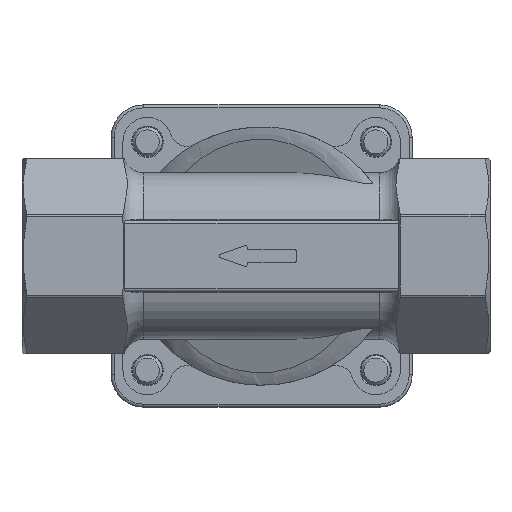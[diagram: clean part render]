
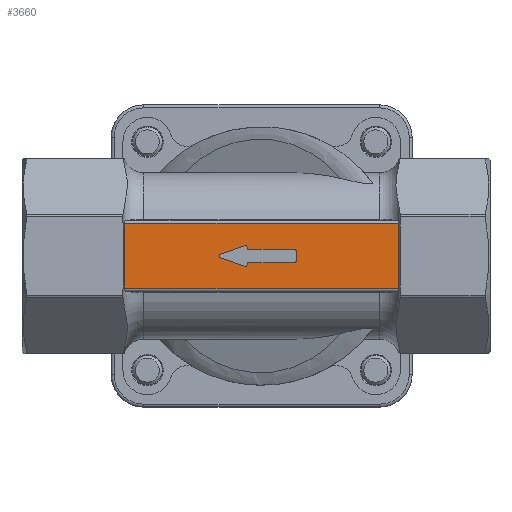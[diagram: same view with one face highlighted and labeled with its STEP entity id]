
A CAD part, front view. The second image highlights one B-rep face of the part: STEP entity #3660.
In plain terms, the highlighted planar face has unit normal (0, -1, 0).
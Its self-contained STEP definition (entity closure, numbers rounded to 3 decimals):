
#2704=CARTESIAN_POINT('',(-22.062,-15.3,4.0));
#2705=VERTEX_POINT('',#2704);
#2713=CARTESIAN_POINT('',(-22.106,-15.3,5.521));
#2714=VERTEX_POINT('',#2713);
#2715=CARTESIAN_POINT('',(-22.106,-15.3,5.521));
#2716=CARTESIAN_POINT('',(-22.077,-15.3,4.997));
#2717=CARTESIAN_POINT('',(-22.062,-15.3,4.481));
#2718=CARTESIAN_POINT('',(-22.062,-15.3,4.));
#2719=B_SPLINE_CURVE_WITH_KNOTS('',3,(#2715,#2716,#2717,#2718),.UNSPECIFIED.,.F.,.U.,(4,4),(2.443,2.587),.UNSPECIFIED.);
#2720=EDGE_CURVE('',#2714,#2705,#2719,.T.);
#2891=CARTESIAN_POINT('',(-22.106,-15.3,-5.521));
#2892=VERTEX_POINT('',#2891);
#2915=CARTESIAN_POINT('',(-22.062,-15.3,-4.0));
#2916=VERTEX_POINT('',#2915);
#2917=CARTESIAN_POINT('',(-22.062,-15.3,-4.0));
#2918=CARTESIAN_POINT('',(-22.062,-15.3,-4.481));
#2919=CARTESIAN_POINT('',(-22.077,-15.3,-4.997));
#2920=CARTESIAN_POINT('',(-22.106,-15.3,-5.521));
#2921=B_SPLINE_CURVE_WITH_KNOTS('',3,(#2917,#2918,#2919,#2920),.UNSPECIFIED.,.F.,.U.,(4,4),(2.587,2.731),.UNSPECIFIED.);
#2922=EDGE_CURVE('',#2916,#2892,#2921,.T.);
#3050=CARTESIAN_POINT('',(23.962,-15.3,4.0));
#3051=VERTEX_POINT('',#3050);
#3059=CARTESIAN_POINT('',(23.962,-15.3,-4.0));
#3060=VERTEX_POINT('',#3059);
#3061=CARTESIAN_POINT('',(23.962,-15.3,4.0));
#3062=DIRECTION('',(0.0,0.0,-1.0));
#3063=VECTOR('',#3062,8.0);
#3064=LINE('',#3061,#3063);
#3065=EDGE_CURVE('',#3051,#3060,#3064,.T.);
#3470=CARTESIAN_POINT('',(24.006,-15.3,5.521));
#3471=VERTEX_POINT('',#3470);
#3491=CARTESIAN_POINT('',(23.962,-15.3,4.0));
#3492=CARTESIAN_POINT('',(23.962,-15.3,4.481));
#3493=CARTESIAN_POINT('',(23.977,-15.3,4.997));
#3494=CARTESIAN_POINT('',(24.006,-15.3,5.521));
#3495=B_SPLINE_CURVE_WITH_KNOTS('',3,(#3491,#3492,#3493,#3494),.UNSPECIFIED.,.F.,.U.,(4,4),(0.0,0.144),.UNSPECIFIED.);
#3496=EDGE_CURVE('',#3051,#3471,#3495,.T.);
#3501=CARTESIAN_POINT('',(25.0,-15.3,5.521));
#3502=DIRECTION('',(0.0,1.0,0.0));
#3503=DIRECTION('',(0.0,0.0,1.0));
#3504=AXIS2_PLACEMENT_3D('',#3501,#3502,#3503);
#3505=PLANE('',#3504);
#3506=CARTESIAN_POINT('',(24.006,-15.3,5.521));
#3507=DIRECTION('',(-1.0,0.0,0.0));
#3508=VECTOR('',#3507,46.112);
#3509=LINE('',#3506,#3508);
#3510=EDGE_CURVE('',#3471,#2714,#3509,.T.);
#3511=ORIENTED_EDGE('',*,*,#3510,.T.);
#3512=ORIENTED_EDGE('',*,*,#2720,.T.);
#3513=CARTESIAN_POINT('',(-22.062,-15.3,4.0));
#3514=DIRECTION('',(0.0,0.0,-1.0));
#3515=VECTOR('',#3514,8.0);
#3516=LINE('',#3513,#3515);
#3517=EDGE_CURVE('',#2916,#2705,#3516,.F.);
#3518=ORIENTED_EDGE('',*,*,#3517,.F.);
#3519=ORIENTED_EDGE('',*,*,#2922,.T.);
#3520=CARTESIAN_POINT('',(24.006,-15.3,-5.521));
#3521=VERTEX_POINT('',#3520);
#3522=CARTESIAN_POINT('',(24.006,-15.3,-5.521));
#3523=DIRECTION('',(-1.0,0.0,0.0));
#3524=VECTOR('',#3523,46.112);
#3525=LINE('',#3522,#3524);
#3526=EDGE_CURVE('',#3521,#2892,#3525,.T.);
#3527=ORIENTED_EDGE('',*,*,#3526,.F.);
#3528=CARTESIAN_POINT('',(24.006,-15.3,-5.521));
#3529=CARTESIAN_POINT('',(23.977,-15.3,-4.997));
#3530=CARTESIAN_POINT('',(23.962,-15.3,-4.481));
#3531=CARTESIAN_POINT('',(23.962,-15.3,-4.0));
#3532=B_SPLINE_CURVE_WITH_KNOTS('',3,(#3528,#3529,#3530,#3531),.UNSPECIFIED.,.F.,.U.,(4,4),(-0.144,0.0),.UNSPECIFIED.);
#3533=EDGE_CURVE('',#3521,#3060,#3532,.T.);
#3534=ORIENTED_EDGE('',*,*,#3533,.T.);
#3535=ORIENTED_EDGE('',*,*,#3065,.F.);
#3536=ORIENTED_EDGE('',*,*,#3496,.T.);
#3537=EDGE_LOOP('',(#3511,#3512,#3518,#3519,#3527,#3534,#3535,#3536));
#3538=FACE_OUTER_BOUND('',#3537,.T.);
#3539=CARTESIAN_POINT('',(-1.5,-15.3,-1.449));
#3540=VERTEX_POINT('',#3539);
#3541=CARTESIAN_POINT('',(-1.901,-15.3,-1.732));
#3542=VERTEX_POINT('',#3541);
#3543=CARTESIAN_POINT('',(-1.8,-15.3,-1.449));
#3544=DIRECTION('',(0.0,1.0,0.0));
#3545=DIRECTION('',(1.0,0.0,0.0));
#3546=AXIS2_PLACEMENT_3D('',#3543,#3544,#3545);
#3547=CIRCLE('',#3546,0.3);
#3548=EDGE_CURVE('',#3540,#3542,#3547,.T.);
#3549=ORIENTED_EDGE('',*,*,#3548,.T.);
#3550=CARTESIAN_POINT('',(-5.959,-15.3,-0.283));
#3551=VERTEX_POINT('',#3550);
#3552=CARTESIAN_POINT('',(-1.901,-15.3,-1.732));
#3553=DIRECTION('',(-0.942,0.0,0.336));
#3554=VECTOR('',#3553,4.309);
#3555=LINE('',#3552,#3554);
#3556=EDGE_CURVE('',#3542,#3551,#3555,.T.);
#3557=ORIENTED_EDGE('',*,*,#3556,.T.);
#3558=CARTESIAN_POINT('',(-5.959,-15.3,0.283));
#3559=VERTEX_POINT('',#3558);
#3560=CARTESIAN_POINT('',(-5.858,-15.3,0.));
#3561=DIRECTION('',(0.0,1.0,0.0));
#3562=DIRECTION('',(1.0,0.0,0.0));
#3563=AXIS2_PLACEMENT_3D('',#3560,#3561,#3562);
#3564=CIRCLE('',#3563,0.3);
#3565=EDGE_CURVE('',#3551,#3559,#3564,.T.);
#3566=ORIENTED_EDGE('',*,*,#3565,.T.);
#3567=CARTESIAN_POINT('',(-1.901,-15.3,1.732));
#3568=VERTEX_POINT('',#3567);
#3569=CARTESIAN_POINT('',(-5.959,-15.3,0.283));
#3570=DIRECTION('',(0.942,0.0,0.336));
#3571=VECTOR('',#3570,4.309);
#3572=LINE('',#3569,#3571);
#3573=EDGE_CURVE('',#3559,#3568,#3572,.T.);
#3574=ORIENTED_EDGE('',*,*,#3573,.T.);
#3575=CARTESIAN_POINT('',(-1.5,-15.3,1.449));
#3576=VERTEX_POINT('',#3575);
#3577=CARTESIAN_POINT('',(-1.8,-15.3,1.449));
#3578=DIRECTION('',(0.0,1.0,0.0));
#3579=DIRECTION('',(1.0,0.0,0.0));
#3580=AXIS2_PLACEMENT_3D('',#3577,#3578,#3579);
#3581=CIRCLE('',#3580,0.3);
#3582=EDGE_CURVE('',#3568,#3576,#3581,.T.);
#3583=ORIENTED_EDGE('',*,*,#3582,.T.);
#3584=CARTESIAN_POINT('',(-1.5,-15.3,1.425));
#3585=VERTEX_POINT('',#3584);
#3586=CARTESIAN_POINT('',(-1.5,-15.3,1.449));
#3587=DIRECTION('',(0.0,0.0,-1.0));
#3588=VECTOR('',#3587,0.024);
#3589=LINE('',#3586,#3588);
#3590=EDGE_CURVE('',#3576,#3585,#3589,.T.);
#3591=ORIENTED_EDGE('',*,*,#3590,.T.);
#3592=CARTESIAN_POINT('',(-1.2,-15.3,1.125));
#3593=VERTEX_POINT('',#3592);
#3594=CARTESIAN_POINT('',(-1.2,-15.3,1.425));
#3595=DIRECTION('',(0.0,1.0,0.0));
#3596=DIRECTION('',(1.0,0.0,0.0));
#3597=AXIS2_PLACEMENT_3D('',#3594,#3595,#3596);
#3598=CIRCLE('',#3597,0.3);
#3599=EDGE_CURVE('',#3593,#3585,#3598,.T.);
#3600=ORIENTED_EDGE('',*,*,#3599,.F.);
#3601=CARTESIAN_POINT('',(6.45,-15.3,1.125));
#3602=VERTEX_POINT('',#3601);
#3603=CARTESIAN_POINT('',(-1.2,-15.3,1.125));
#3604=DIRECTION('',(1.0,0.0,0.0));
#3605=VECTOR('',#3604,7.65);
#3606=LINE('',#3603,#3605);
#3607=EDGE_CURVE('',#3593,#3602,#3606,.T.);
#3608=ORIENTED_EDGE('',*,*,#3607,.T.);
#3609=CARTESIAN_POINT('',(6.75,-15.3,0.825));
#3610=VERTEX_POINT('',#3609);
#3611=CARTESIAN_POINT('',(6.45,-15.3,0.825));
#3612=DIRECTION('',(0.0,1.0,0.0));
#3613=DIRECTION('',(1.0,0.0,0.0));
#3614=AXIS2_PLACEMENT_3D('',#3611,#3612,#3613);
#3615=CIRCLE('',#3614,0.3);
#3616=EDGE_CURVE('',#3602,#3610,#3615,.T.);
#3617=ORIENTED_EDGE('',*,*,#3616,.T.);
#3618=CARTESIAN_POINT('',(6.75,-15.3,-0.825));
#3619=VERTEX_POINT('',#3618);
#3620=CARTESIAN_POINT('',(6.75,-15.3,0.825));
#3621=DIRECTION('',(0.0,0.0,-1.0));
#3622=VECTOR('',#3621,1.65);
#3623=LINE('',#3620,#3622);
#3624=EDGE_CURVE('',#3610,#3619,#3623,.T.);
#3625=ORIENTED_EDGE('',*,*,#3624,.T.);
#3626=CARTESIAN_POINT('',(6.45,-15.3,-1.125));
#3627=VERTEX_POINT('',#3626);
#3628=CARTESIAN_POINT('',(6.45,-15.3,-0.825));
#3629=DIRECTION('',(0.0,1.0,0.0));
#3630=DIRECTION('',(1.0,0.0,0.0));
#3631=AXIS2_PLACEMENT_3D('',#3628,#3629,#3630);
#3632=CIRCLE('',#3631,0.3);
#3633=EDGE_CURVE('',#3619,#3627,#3632,.T.);
#3634=ORIENTED_EDGE('',*,*,#3633,.T.);
#3635=CARTESIAN_POINT('',(-1.2,-15.3,-1.125));
#3636=VERTEX_POINT('',#3635);
#3637=CARTESIAN_POINT('',(6.45,-15.3,-1.125));
#3638=DIRECTION('',(-1.0,0.0,0.0));
#3639=VECTOR('',#3638,7.65);
#3640=LINE('',#3637,#3639);
#3641=EDGE_CURVE('',#3627,#3636,#3640,.T.);
#3642=ORIENTED_EDGE('',*,*,#3641,.T.);
#3643=CARTESIAN_POINT('',(-1.5,-15.3,-1.425));
#3644=VERTEX_POINT('',#3643);
#3645=CARTESIAN_POINT('',(-1.2,-15.3,-1.425));
#3646=DIRECTION('',(0.0,1.0,0.0));
#3647=DIRECTION('',(1.0,0.0,0.0));
#3648=AXIS2_PLACEMENT_3D('',#3645,#3646,#3647);
#3649=CIRCLE('',#3648,0.3);
#3650=EDGE_CURVE('',#3644,#3636,#3649,.T.);
#3651=ORIENTED_EDGE('',*,*,#3650,.F.);
#3652=CARTESIAN_POINT('',(-1.5,-15.3,-1.425));
#3653=DIRECTION('',(0.0,0.0,-1.0));
#3654=VECTOR('',#3653,0.024);
#3655=LINE('',#3652,#3654);
#3656=EDGE_CURVE('',#3644,#3540,#3655,.T.);
#3657=ORIENTED_EDGE('',*,*,#3656,.T.);
#3658=EDGE_LOOP('',(#3549,#3557,#3566,#3574,#3583,#3591,#3600,#3608,#3617,#3625,#3634,#3642,#3651,#3657));
#3659=FACE_BOUND('',#3658,.T.);
#3660=ADVANCED_FACE('',(#3538,#3659),#3505,.F.);
